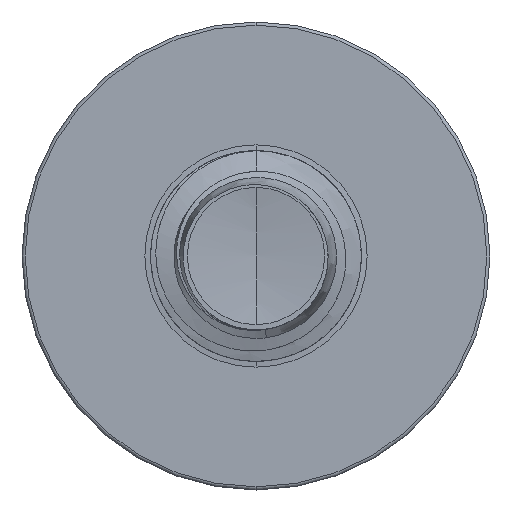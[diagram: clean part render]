
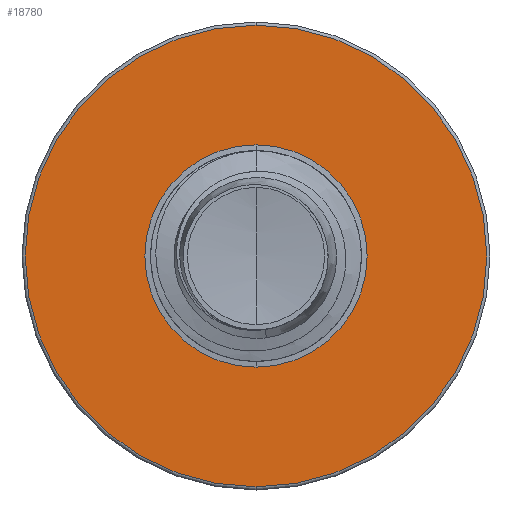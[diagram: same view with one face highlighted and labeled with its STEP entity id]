
A CAD part, front view. The second image highlights one B-rep face of the part: STEP entity #18780.
In plain terms, the highlighted planar face has unit normal (0, -1, 0).
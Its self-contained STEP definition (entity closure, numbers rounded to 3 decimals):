
#1062 = FACE_OUTER_BOUND ( 'NONE', #1300, .T. ) ;
#1300 = EDGE_LOOP ( 'NONE', ( #19280, #7141 ) ) ;
#1304 = EDGE_CURVE ( 'NONE', #13840, #20248, #8469, .T. ) ;
#1425 = ORIENTED_EDGE ( 'NONE', *, *, #1304, .T. ) ;
#1453 = EDGE_CURVE ( 'NONE', #8664, #3273, #9158, .T. ) ;
#1714 = DIRECTION ( 'NONE',  ( 0., 0., 1. ) ) ;
#1753 = DIRECTION ( 'NONE',  ( 0., 1., 0. ) ) ;
#1777 = CARTESIAN_POINT ( 'NONE',  ( 0., 12.5, 0. ) ) ;
#2054 = DIRECTION ( 'NONE',  ( 0., 0., 1. ) ) ;
#2081 = DIRECTION ( 'NONE',  ( 0., 1., 0. ) ) ;
#2087 = CARTESIAN_POINT ( 'NONE',  ( 0., 12.5, 0. ) ) ;
#2597 = CARTESIAN_POINT ( 'NONE',  ( 0., 12.5, 0. ) ) ;
#2778 = CARTESIAN_POINT ( 'NONE',  ( 0., 12.5, 0. ) ) ;
#2962 = AXIS2_PLACEMENT_3D ( 'NONE', #1777, #1753, #1714 ) ;
#3273 = VERTEX_POINT ( 'NONE', #7551 ) ;
#4414 = CARTESIAN_POINT ( 'NONE',  ( 0., 12.5, -2.375 ) ) ;
#5073 = DIRECTION ( 'NONE',  ( 0., 0., 1. ) ) ;
#5251 = DIRECTION ( 'NONE',  ( 0., 0., 1. ) ) ;
#5697 = CIRCLE ( 'NONE', #15275, 2.375 ) ;
#6834 = CIRCLE ( 'NONE', #8145, 4.933 ) ;
#6887 = DIRECTION ( 'NONE',  ( 0., 1., 0. ) ) ;
#7141 = ORIENTED_EDGE ( 'NONE', *, *, #1453, .F. ) ;
#7551 = CARTESIAN_POINT ( 'NONE',  ( 0., 12.5, 4.933 ) ) ;
#7779 = EDGE_LOOP ( 'NONE', ( #1425, #20814 ) ) ;
#8145 = AXIS2_PLACEMENT_3D ( 'NONE', #2597, #16961, #5073 ) ;
#8469 = CIRCLE ( 'NONE', #12783, 2.375 ) ;
#8664 = VERTEX_POINT ( 'NONE', #23507 ) ;
#9158 = CIRCLE ( 'NONE', #2962, 4.933 ) ;
#11298 = AXIS2_PLACEMENT_3D ( 'NONE', #4414, #6887, #19110 ) ;
#12236 = CARTESIAN_POINT ( 'NONE',  ( 0., 12.5, 2.375 ) ) ;
#12783 = AXIS2_PLACEMENT_3D ( 'NONE', #2087, #2081, #2054 ) ;
#13840 = VERTEX_POINT ( 'NONE', #12236 ) ;
#15275 = AXIS2_PLACEMENT_3D ( 'NONE', #2778, #17071, #5251 ) ;
#16369 = FACE_BOUND ( 'NONE', #7779, .T. ) ;
#16567 = PLANE ( 'NONE',  #11298 ) ;
#16961 = DIRECTION ( 'NONE',  ( 0., 1., 0. ) ) ;
#17071 = DIRECTION ( 'NONE',  ( 0., 1., 0. ) ) ;
#17719 = CARTESIAN_POINT ( 'NONE',  ( 0., 12.5, -2.375 ) ) ;
#18780 = ADVANCED_FACE ( 'NONE', ( #1062, #16369 ), #16567, .F. ) ;
#19110 = DIRECTION ( 'NONE',  ( 0., 0., 1. ) ) ;
#19280 = ORIENTED_EDGE ( 'NONE', *, *, #22317, .F. ) ;
#20248 = VERTEX_POINT ( 'NONE', #17719 ) ;
#20814 = ORIENTED_EDGE ( 'NONE', *, *, #21241, .T. ) ;
#21241 = EDGE_CURVE ( 'NONE', #20248, #13840, #5697, .T. ) ;
#22317 = EDGE_CURVE ( 'NONE', #3273, #8664, #6834, .T. ) ;
#23507 = CARTESIAN_POINT ( 'NONE',  ( 0., 12.5, -4.932 ) ) ;
